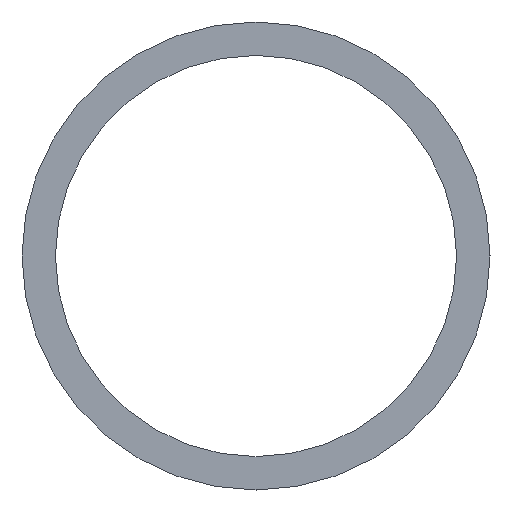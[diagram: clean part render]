
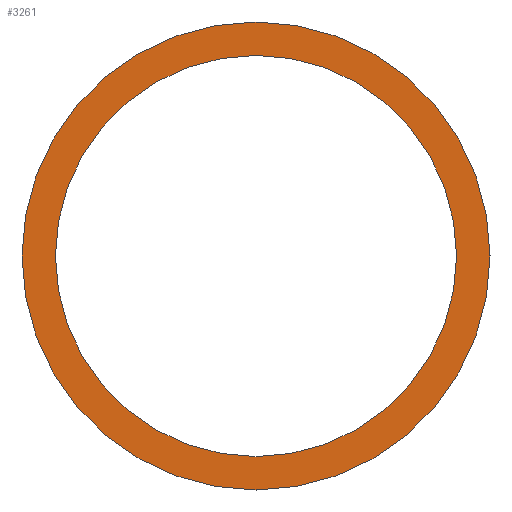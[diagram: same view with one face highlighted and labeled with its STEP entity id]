
A CAD part, front view. The second image highlights one B-rep face of the part: STEP entity #3261.
In plain terms, the highlighted planar face has unit normal (0, -1, 0).
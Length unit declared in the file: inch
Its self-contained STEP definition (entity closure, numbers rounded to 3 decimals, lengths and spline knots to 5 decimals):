
#67 = DIRECTION ( 'NONE',  ( 0., 1., 0. ) ) ;
#68 = CARTESIAN_POINT ( 'NONE',  ( 2.55, 0.2375, 0. ) ) ;
#159 = CARTESIAN_POINT ( 'NONE',  ( 0., 0.2375, 0. ) ) ;
#271 = EDGE_CURVE ( 'NONE', #3022, #2247, #4868, .T. ) ;
#377 = VERTEX_POINT ( 'NONE', #4894 ) ;
#498 = EDGE_LOOP ( 'NONE', ( #3511, #3742 ) ) ;
#572 = PLANE ( 'NONE',  #3493 ) ;
#606 = CIRCLE ( 'NONE', #4325, 2.975 ) ;
#722 = CARTESIAN_POINT ( 'NONE',  ( -2.975, 0.2375, 0. ) ) ;
#743 = VERTEX_POINT ( 'NONE', #68 ) ;
#762 = FACE_BOUND ( 'NONE', #4231, .T. ) ;
#856 = DIRECTION ( 'NONE',  ( -1., 0., 0. ) ) ;
#903 = CARTESIAN_POINT ( 'NONE',  ( 2.975, 0.2375, 0. ) ) ;
#1262 = FACE_OUTER_BOUND ( 'NONE', #498, .T. ) ;
#1718 = DIRECTION ( 'NONE',  ( 0., 1., 0. ) ) ;
#2206 = DIRECTION ( 'NONE',  ( 0., 1., 0. ) ) ;
#2214 = CARTESIAN_POINT ( 'NONE',  ( 2.975, 0.2375, 0. ) ) ;
#2247 = VERTEX_POINT ( 'NONE', #722 ) ;
#2337 = CARTESIAN_POINT ( 'NONE',  ( 0., 0.2375, 0. ) ) ;
#2383 = CARTESIAN_POINT ( 'NONE',  ( 0., 0.2375, 0. ) ) ;
#2492 = DIRECTION ( 'NONE',  ( 0., 1., 0. ) ) ;
#2599 = ORIENTED_EDGE ( 'NONE', *, *, #3095, .T. ) ;
#3022 = VERTEX_POINT ( 'NONE', #2214 ) ;
#3069 = DIRECTION ( 'NONE',  ( 0., 1., 0. ) ) ;
#3072 = ORIENTED_EDGE ( 'NONE', *, *, #4488, .T. ) ;
#3092 = AXIS2_PLACEMENT_3D ( 'NONE', #2383, #67, #856 ) ;
#3095 = EDGE_CURVE ( 'NONE', #377, #743, #3424, .T. ) ;
#3261 = ADVANCED_FACE ( 'NONE', ( #1262, #762 ), #572, .F. ) ;
#3275 = DIRECTION ( 'NONE',  ( -1., 0., 0. ) ) ;
#3424 = CIRCLE ( 'NONE', #3888, 2.55 ) ;
#3478 = DIRECTION ( 'NONE',  ( -1., 0., 0. ) ) ;
#3493 = AXIS2_PLACEMENT_3D ( 'NONE', #903, #1718, #3275 ) ;
#3511 = ORIENTED_EDGE ( 'NONE', *, *, #3567, .F. ) ;
#3567 = EDGE_CURVE ( 'NONE', #2247, #3022, #606, .T. ) ;
#3617 = DIRECTION ( 'NONE',  ( -1., 0., 0. ) ) ;
#3742 = ORIENTED_EDGE ( 'NONE', *, *, #271, .F. ) ;
#3888 = AXIS2_PLACEMENT_3D ( 'NONE', #2337, #3069, #3478 ) ;
#3904 = AXIS2_PLACEMENT_3D ( 'NONE', #159, #2492, #3617 ) ;
#4155 = CARTESIAN_POINT ( 'NONE',  ( 0., 0.2375, 0. ) ) ;
#4231 = EDGE_LOOP ( 'NONE', ( #2599, #3072 ) ) ;
#4325 = AXIS2_PLACEMENT_3D ( 'NONE', #4155, #2206, #4880 ) ;
#4488 = EDGE_CURVE ( 'NONE', #743, #377, #4764, .T. ) ;
#4764 = CIRCLE ( 'NONE', #3904, 2.55 ) ;
#4868 = CIRCLE ( 'NONE', #3092, 2.975 ) ;
#4880 = DIRECTION ( 'NONE',  ( -1., 0., 0. ) ) ;
#4894 = CARTESIAN_POINT ( 'NONE',  ( -2.55, 0.2375, 0. ) ) ;
